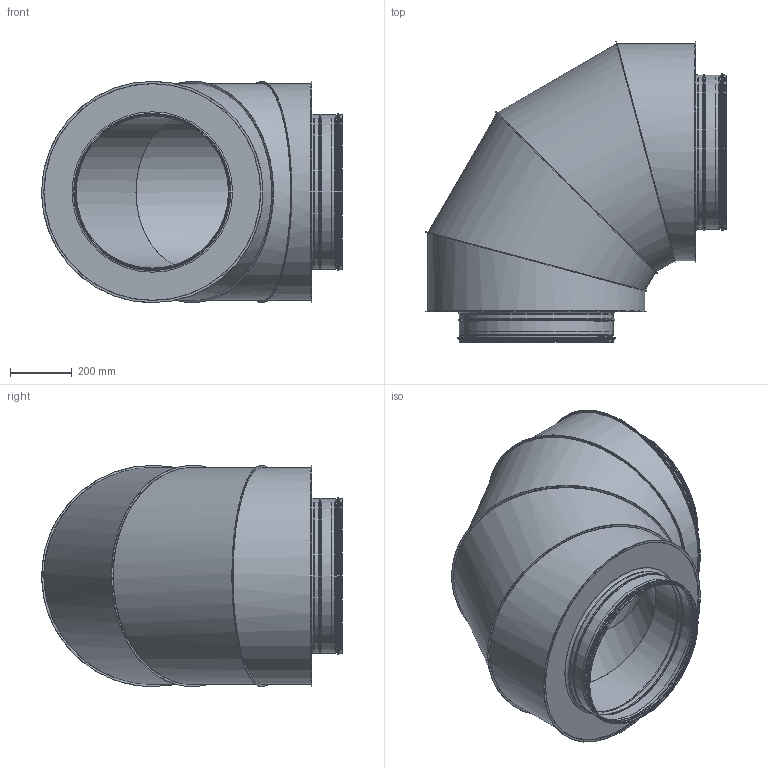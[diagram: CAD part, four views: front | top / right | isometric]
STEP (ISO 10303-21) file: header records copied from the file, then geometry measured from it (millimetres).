
FILE_DESCRIPTION(/* description */ ('Vinkel Ljuddämpare Ø500'),/* implementation_level */ '2;1');
FILE_NAME(/* name */ 'LP10010.stp',/* time_stamp */ '2016-11-28T03:52:53-08:00',/* author */ ('CAD'),/* organization */ (''),/* preprocessor_version */ 'ST-DEVELOPER v16.5',/* originating_system */ 'Autodesk Inventor 2017',/* authorisation */ '');
FILE_SCHEMA (('AUTOMOTIVE_DESIGN { 1 0 10303 214 3 1 1 }'));
Length unit declared in the file: millimetre
Products named in the file (1): HTFV-500
Bounding box: 971.95 x 971.95 x 715.4 mm (x, y, z)
Volume: 3045887.3 mm3; surface area: 8148814.1 mm2
Topology: 6 solids, 11 shells, 176 faces, 362 edges, 201 vertices
Faces by surface type: cylinder 50, torus 46, bspline 32, plane 26, cone 22
Full cylindrical faces by diameter (mm): 492.15 x2, 493.55 x2, 493.65 x2, 497 x4, 497.25 x6, 497.35 x4, 498.4 x6, 498.75 x6, 503.65 x2, 508.65 x2, 700 x4, 701.4 x6, 715.4 x2
Entity records: 6864 total; most frequent: CARTESIAN_POINT 3682, DIRECTION 693, ORIENTED_EDGE 488, AXIS2_PLACEMENT_3D 334, EDGE_LOOP 316, EDGE_CURVE 226, VERTEX_POINT 181, FACE_OUTER_BOUND 174
